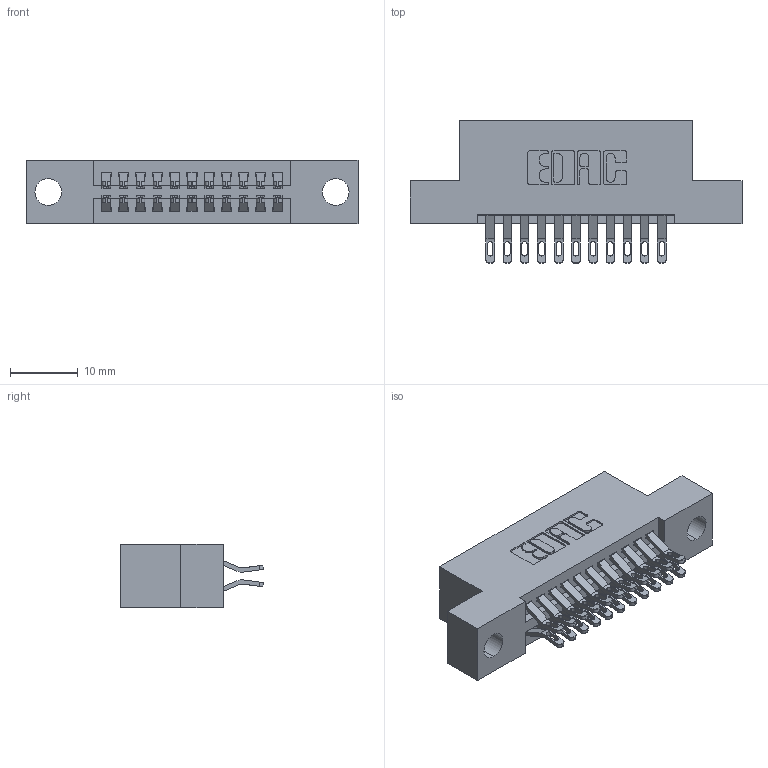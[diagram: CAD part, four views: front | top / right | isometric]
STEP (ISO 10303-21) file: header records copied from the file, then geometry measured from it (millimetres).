
FILE_DESCRIPTION (( 'STEP AP203' ), '1' );
FILE_NAME ('345-022-555-204.STEP', '2018-08-21T00:22:02', ( '' ), ( '' ), 'SwSTEP 2.0', 'SolidWorks 2016', '' );
FILE_SCHEMA (( 'CONFIG_CONTROL_DESIGN' ));
Length unit declared in the file: inch
Products named in the file (3): 345 Part_Flush Mounting Lugs - 0.156 Dia-TH; 345-292-001_555 Tail; 345-022-555-204
Assembly tree (23 placements, depth 2):
  345-022-555-204
    345 Part_Flush Mounting Lugs - 0.156 Dia-TH
    345-292-001_555 Tail  x22
Bounding box: 49.15 x 21.13 x 9.4 mm (x, y, z)
Volume: 4462.6 mm3; surface area: 6033.2 mm2
Topology: 23 solids, 23 shells, 1358 faces, 4235 edges, 2822 vertices
Faces by surface type: plane 762, cylinder 596
Entity records: 13133 total; most frequent: CARTESIAN_POINT 2266, ORIENTED_EDGE 2170, DIRECTION 2005, EDGE_CURVE 1085, VECTOR 889, LINE 889, VERTEX_POINT 722, AXIS2_PLACEMENT_3D 558
